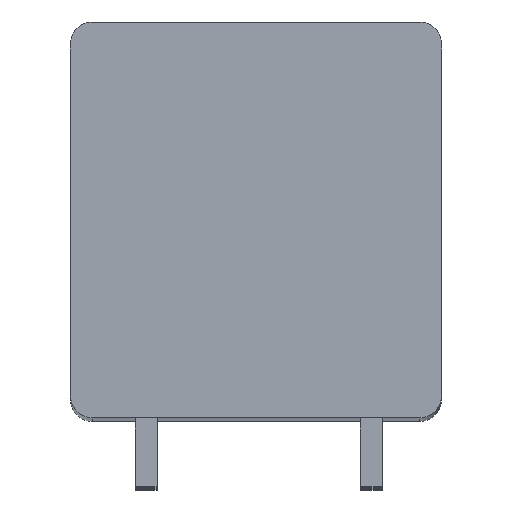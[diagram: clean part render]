
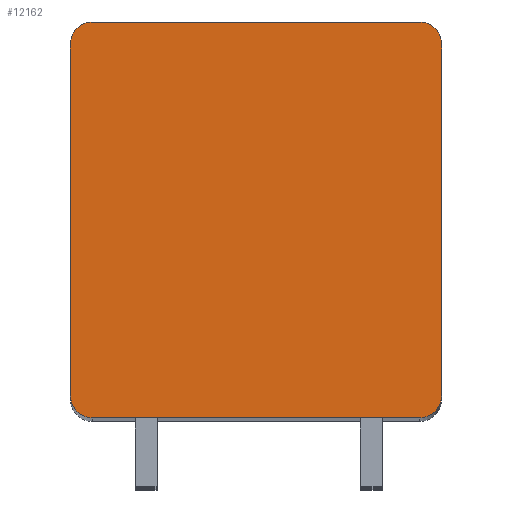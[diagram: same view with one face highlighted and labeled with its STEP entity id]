
A CAD part, top view. The second image highlights one B-rep face of the part: STEP entity #12162.
In plain terms, the highlighted planar face has unit normal (0, 0, 1).
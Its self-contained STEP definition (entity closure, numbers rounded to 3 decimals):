
#2079=CARTESIAN_POINT('',(-5.95,6.4,2.5));
#2080=DIRECTION('',(0.,0.,1.));
#2081=DIRECTION('',(0.,1.,0.));
#2082=AXIS2_PLACEMENT_3D('',#2079,#2080,#2081);
#2084=DIRECTION('',(-1.,0.,0.));
#2085=VECTOR('',#2084,11.9);
#2086=CARTESIAN_POINT('',(5.95,7.2,2.5));
#2087=LINE('',#2086,#2085);
#2088=CARTESIAN_POINT('',(5.95,6.4,2.5));
#2089=DIRECTION('',(0.,0.,1.));
#2090=DIRECTION('',(1.,0.,0.));
#2091=AXIS2_PLACEMENT_3D('',#2088,#2089,#2090);
#2093=DIRECTION('',(0.,1.,0.));
#2094=VECTOR('',#2093,12.8);
#2095=CARTESIAN_POINT('',(6.75,-6.4,2.5));
#2096=LINE('',#2095,#2094);
#2097=CARTESIAN_POINT('',(5.95,-6.4,2.5));
#2098=DIRECTION('',(0.,0.,1.));
#2099=DIRECTION('',(0.,-1.,0.));
#2100=AXIS2_PLACEMENT_3D('',#2097,#2098,#2099);
#2102=DIRECTION('',(1.,0.,0.));
#2103=VECTOR('',#2102,11.9);
#2104=CARTESIAN_POINT('',(-5.95,-7.2,2.5));
#2105=LINE('',#2104,#2103);
#2106=CARTESIAN_POINT('',(-5.95,-6.4,2.5));
#2107=DIRECTION('',(0.,0.,1.));
#2108=DIRECTION('',(-1.,0.,0.));
#2109=AXIS2_PLACEMENT_3D('',#2106,#2107,#2108);
#2111=DIRECTION('',(0.,-1.,0.));
#2112=VECTOR('',#2111,12.8);
#2113=CARTESIAN_POINT('',(-6.75,6.4,2.5));
#2114=LINE('',#2113,#2112);
#8703=CARTESIAN_POINT('',(-5.95,7.2,2.5));
#8704=VERTEX_POINT('',#8703);
#8705=CARTESIAN_POINT('',(-6.75,6.4,2.5));
#8706=VERTEX_POINT('',#8705);
#8711=CARTESIAN_POINT('',(6.75,6.4,2.5));
#8712=VERTEX_POINT('',#8711);
#8713=CARTESIAN_POINT('',(5.95,7.2,2.5));
#8714=VERTEX_POINT('',#8713);
#8719=CARTESIAN_POINT('',(-6.75,-6.4,2.5));
#8720=VERTEX_POINT('',#8719);
#8721=CARTESIAN_POINT('',(-5.95,-7.2,2.5));
#8722=VERTEX_POINT('',#8721);
#8727=CARTESIAN_POINT('',(5.95,-7.2,2.5));
#8728=VERTEX_POINT('',#8727);
#8729=CARTESIAN_POINT('',(6.75,-6.4,2.5));
#8730=VERTEX_POINT('',#8729);
#12147=CARTESIAN_POINT('',(0.,0.,2.5));
#12148=DIRECTION('',(0.,0.,1.));
#12149=DIRECTION('',(1.,0.,0.));
#12150=AXIS2_PLACEMENT_3D('',#12147,#12148,#12149);
#12151=PLANE('',#12150);
#12152=ORIENTED_EDGE('',*,*,#10933,.F.);
#12153=ORIENTED_EDGE('',*,*,#10949,.F.);
#12154=ORIENTED_EDGE('',*,*,#11322,.F.);
#12155=ORIENTED_EDGE('',*,*,#11337,.F.);
#12156=ORIENTED_EDGE('',*,*,#11650,.F.);
#12157=ORIENTED_EDGE('',*,*,#11663,.F.);
#12158=ORIENTED_EDGE('',*,*,#11978,.F.);
#12159=ORIENTED_EDGE('',*,*,#11990,.F.);
#12160=EDGE_LOOP('',(#12152,#12153,#12154,#12155,#12156,#12157,#12158,#12159));
#12161=FACE_OUTER_BOUND('',#12160,.F.);
#2083=CIRCLE('',#2082,0.8);
#2092=CIRCLE('',#2091,0.8);
#2101=CIRCLE('',#2100,0.8);
#2110=CIRCLE('',#2109,0.8);
#10933=EDGE_CURVE('',#8704,#8706,#2083,.T.);
#10949=EDGE_CURVE('',#8714,#8704,#2087,.T.);
#11322=EDGE_CURVE('',#8712,#8714,#2092,.T.);
#11337=EDGE_CURVE('',#8730,#8712,#2096,.T.);
#11650=EDGE_CURVE('',#8728,#8730,#2101,.T.);
#11663=EDGE_CURVE('',#8722,#8728,#2105,.T.);
#11978=EDGE_CURVE('',#8720,#8722,#2110,.T.);
#11990=EDGE_CURVE('',#8706,#8720,#2114,.T.);
#12162=ADVANCED_FACE('',(#12161),#12151,.T.);
